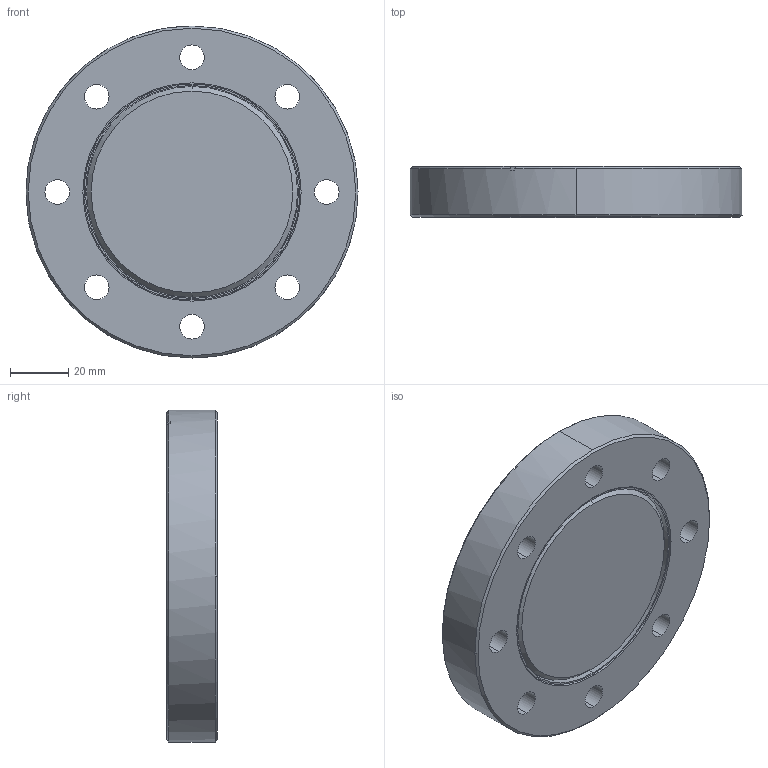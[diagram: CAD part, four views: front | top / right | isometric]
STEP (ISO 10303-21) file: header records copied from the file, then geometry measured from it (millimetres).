
FILE_DESCRIPTION (( 'STEP AP214' ), '1' );
FILE_NAME ('420GSG063-silica-uv.step', '2017-07-10T07:00:03', ( 'install' ), ( '' ), 'SwSTEP 2.0', 'SolidWorks 2015', '' );
FILE_SCHEMA (( 'AUTOMOTIVE_DESIGN' ));
Length unit declared in the file: inch
Products named in the file (1): 420GSG063-silica-uv
Bounding box: 113.54 x 17.27 x 113.54 mm (x, y, z)
Surface area: 41074.6 mm2 (no closed solid volume)
Topology: 0 solids, 4 shells, 69 faces, 178 edges, 117 vertices
Faces by surface type: cylinder 40, plane 16, cone 11, bspline 2
Entity records: 2611 total; most frequent: CARTESIAN_POINT 761, DIRECTION 395, ORIENTED_EDGE 348, EDGE_CURVE 178, AXIS2_PLACEMENT_3D 165, VERTEX_POINT 117, CIRCLE 97, EDGE_LOOP 91
